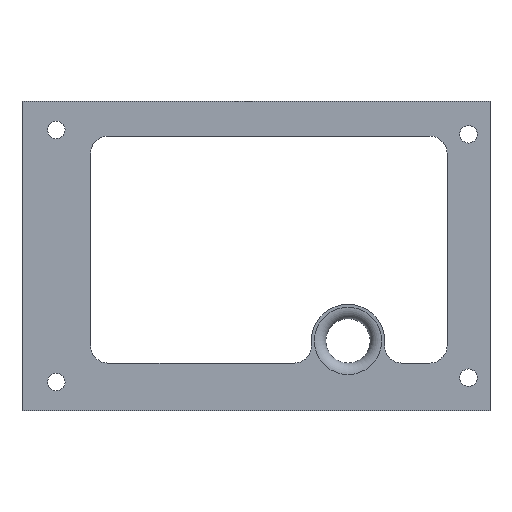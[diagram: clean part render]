
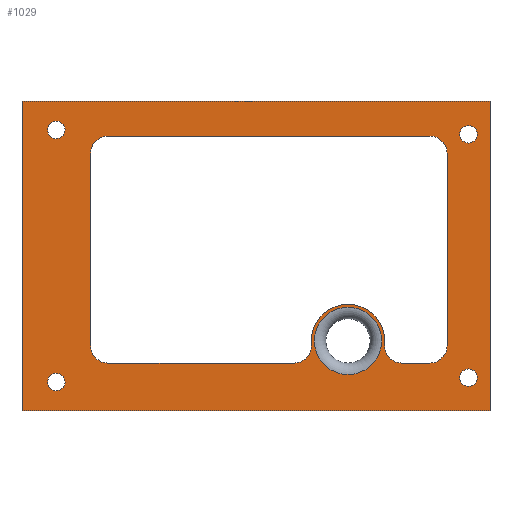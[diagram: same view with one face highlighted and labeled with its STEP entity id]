
A CAD part, top view. The second image highlights one B-rep face of the part: STEP entity #1029.
In plain terms, the highlighted planar face has unit normal (0, 0, 1).
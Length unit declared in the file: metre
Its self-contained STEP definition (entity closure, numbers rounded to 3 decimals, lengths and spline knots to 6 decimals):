
#36=CIRCLE('',#1102,0.00305);
#38=CIRCLE('',#1105,0.00305);
#40=CIRCLE('',#1108,0.00305);
#43=CIRCLE('',#1115,0.00305);
#44=CIRCLE('',#1117,0.01175);
#45=CIRCLE('',#1118,0.0125);
#46=CIRCLE('',#1119,0.0125);
#47=CIRCLE('',#1120,0.006);
#48=CIRCLE('',#1121,0.006);
#49=CIRCLE('',#1122,0.006);
#50=CIRCLE('',#1123,0.006);
#51=CIRCLE('',#1124,0.006);
#52=CIRCLE('',#1125,0.006);
#156=ORIENTED_EDGE('',*,*,#425,.T.);
#157=ORIENTED_EDGE('',*,*,#406,.F.);
#158=ORIENTED_EDGE('',*,*,#409,.T.);
#159=ORIENTED_EDGE('',*,*,#411,.T.);
#160=ORIENTED_EDGE('',*,*,#421,.T.);
#161=ORIENTED_EDGE('',*,*,#394,.T.);
#162=ORIENTED_EDGE('',*,*,#426,.T.);
#163=ORIENTED_EDGE('',*,*,#396,.T.);
#164=ORIENTED_EDGE('',*,*,#427,.T.);
#165=ORIENTED_EDGE('',*,*,#399,.T.);
#166=ORIENTED_EDGE('',*,*,#428,.T.);
#167=ORIENTED_EDGE('',*,*,#402,.T.);
#168=ORIENTED_EDGE('',*,*,#429,.T.);
#169=ORIENTED_EDGE('',*,*,#419,.T.);
#170=ORIENTED_EDGE('',*,*,#430,.T.);
#171=ORIENTED_EDGE('',*,*,#385,.T.);
#172=ORIENTED_EDGE('',*,*,#431,.T.);
#173=ORIENTED_EDGE('',*,*,#387,.T.);
#174=ORIENTED_EDGE('',*,*,#432,.T.);
#175=ORIENTED_EDGE('',*,*,#391,.T.);
#176=ORIENTED_EDGE('',*,*,#433,.T.);
#177=ORIENTED_EDGE('',*,*,#417,.F.);
#178=ORIENTED_EDGE('',*,*,#415,.F.);
#179=ORIENTED_EDGE('',*,*,#413,.F.);
#180=ORIENTED_EDGE('',*,*,#424,.F.);
#385=EDGE_CURVE('',#528,#527,#618,.T.);
#387=EDGE_CURVE('',#529,#530,#620,.T.);
#391=EDGE_CURVE('',#532,#531,#624,.T.);
#394=EDGE_CURVE('',#534,#533,#627,.T.);
#396=EDGE_CURVE('',#535,#536,#629,.T.);
#399=EDGE_CURVE('',#537,#538,#632,.T.);
#402=EDGE_CURVE('',#539,#540,#635,.T.);
#406=EDGE_CURVE('',#541,#542,#639,.T.);
#409=EDGE_CURVE('',#541,#543,#642,.T.);
#411=EDGE_CURVE('',#543,#544,#644,.T.);
#413=EDGE_CURVE('',#546,#546,#36,.T.);
#415=EDGE_CURVE('',#548,#548,#38,.T.);
#417=EDGE_CURVE('',#550,#550,#40,.T.);
#419=EDGE_CURVE('',#552,#551,#646,.T.);
#421=EDGE_CURVE('',#544,#542,#648,.T.);
#424=EDGE_CURVE('',#555,#555,#43,.T.);
#425=EDGE_CURVE('',#556,#556,#44,.F.);
#426=EDGE_CURVE('',#533,#535,#45,.T.);
#427=EDGE_CURVE('',#536,#537,#46,.T.);
#428=EDGE_CURVE('',#538,#539,#47,.F.);
#429=EDGE_CURVE('',#540,#552,#48,.F.);
#430=EDGE_CURVE('',#551,#528,#49,.F.);
#431=EDGE_CURVE('',#527,#529,#50,.F.);
#432=EDGE_CURVE('',#530,#532,#51,.F.);
#433=EDGE_CURVE('',#531,#534,#52,.F.);
#527=VERTEX_POINT('',#1541);
#528=VERTEX_POINT('',#1543);
#529=VERTEX_POINT('',#1547);
#530=VERTEX_POINT('',#1548);
#531=VERTEX_POINT('',#1553);
#532=VERTEX_POINT('',#1555);
#533=VERTEX_POINT('',#1559);
#534=VERTEX_POINT('',#1561);
#535=VERTEX_POINT('',#1565);
#536=VERTEX_POINT('',#1566);
#537=VERTEX_POINT('',#1571);
#538=VERTEX_POINT('',#1572);
#539=VERTEX_POINT('',#1577);
#540=VERTEX_POINT('',#1578);
#541=VERTEX_POINT('',#1583);
#542=VERTEX_POINT('',#1585);
#543=VERTEX_POINT('',#1589);
#544=VERTEX_POINT('',#1593);
#546=VERTEX_POINT('',#1599);
#548=VERTEX_POINT('',#1604);
#550=VERTEX_POINT('',#1609);
#551=VERTEX_POINT('',#1612);
#552=VERTEX_POINT('',#1614);
#555=VERTEX_POINT('',#1625);
#556=VERTEX_POINT('',#1628);
#618=LINE('',#1542,#734);
#620=LINE('',#1546,#736);
#624=LINE('',#1554,#740);
#627=LINE('',#1560,#743);
#629=LINE('',#1564,#745);
#632=LINE('',#1570,#748);
#635=LINE('',#1576,#751);
#639=LINE('',#1584,#755);
#642=LINE('',#1590,#758);
#644=LINE('',#1594,#760);
#646=LINE('',#1613,#762);
#648=LINE('',#1617,#764);
#734=VECTOR('',#1224,1.);
#736=VECTOR('',#1228,1.);
#740=VECTOR('',#1234,1.);
#743=VECTOR('',#1239,1.);
#745=VECTOR('',#1243,1.);
#748=VECTOR('',#1248,1.);
#751=VECTOR('',#1253,1.);
#755=VECTOR('',#1259,1.);
#758=VECTOR('',#1264,1.);
#760=VECTOR('',#1268,1.);
#762=VECTOR('',#1290,1.);
#764=VECTOR('',#1294,1.);
#842=EDGE_LOOP('',(#156));
#843=EDGE_LOOP('',(#157,#158,#159,#160));
#844=EDGE_LOOP('',(#161,#162,#163,#164,#165,#166,#167,#168,#169,#170,#171,
#172,#173,#174,#175,#176));
#845=EDGE_LOOP('',(#177));
#846=EDGE_LOOP('',(#178));
#847=EDGE_LOOP('',(#179));
#848=EDGE_LOOP('',(#180));
#920=FACE_BOUND('',#842,.T.);
#921=FACE_BOUND('',#843,.T.);
#922=FACE_BOUND('',#844,.T.);
#923=FACE_BOUND('',#845,.T.);
#924=FACE_BOUND('',#846,.T.);
#925=FACE_BOUND('',#847,.T.);
#926=FACE_BOUND('',#848,.T.);
#982=PLANE('',#1116);
#1029=ADVANCED_FACE('',(#920,#921,#922,#923,#924,#925,#926),#982,.T.);
#1102=AXIS2_PLACEMENT_3D('',#1598,#1273,#1274);
#1105=AXIS2_PLACEMENT_3D('',#1603,#1279,#1280);
#1108=AXIS2_PLACEMENT_3D('',#1608,#1285,#1286);
#1115=AXIS2_PLACEMENT_3D('',#1624,#1303,#1304);
#1116=AXIS2_PLACEMENT_3D('',#1626,#1305,#1306);
#1117=AXIS2_PLACEMENT_3D('',#1627,#1307,#1308);
#1118=AXIS2_PLACEMENT_3D('',#1629,#1309,#1310);
#1119=AXIS2_PLACEMENT_3D('',#1630,#1311,#1312);
#1120=AXIS2_PLACEMENT_3D('',#1631,#1313,#1314);
#1121=AXIS2_PLACEMENT_3D('',#1632,#1315,#1316);
#1122=AXIS2_PLACEMENT_3D('',#1633,#1317,#1318);
#1123=AXIS2_PLACEMENT_3D('',#1634,#1319,#1320);
#1124=AXIS2_PLACEMENT_3D('',#1635,#1321,#1322);
#1125=AXIS2_PLACEMENT_3D('',#1636,#1323,#1324);
#1224=DIRECTION('',(1.,0.,0.));
#1228=DIRECTION('',(0.,-1.,0.));
#1234=DIRECTION('',(-1.,0.,0.));
#1239=DIRECTION('',(0.,1.,0.));
#1243=DIRECTION('',(-1.,0.,0.));
#1248=DIRECTION('',(0.,-1.,0.));
#1253=DIRECTION('',(-1.,0.,0.));
#1259=DIRECTION('',(1.,0.,0.));
#1264=DIRECTION('',(0.,-1.,0.));
#1268=DIRECTION('',(1.,0.,0.));
#1273=DIRECTION('',(0.,0.,1.));
#1274=DIRECTION('',(1.,0.,0.));
#1279=DIRECTION('',(0.,0.,1.));
#1280=DIRECTION('',(1.,0.,0.));
#1285=DIRECTION('',(0.,0.,1.));
#1286=DIRECTION('',(1.,0.,0.));
#1290=DIRECTION('',(0.,1.,0.));
#1294=DIRECTION('',(0.,1.,0.));
#1303=DIRECTION('',(0.,0.,1.));
#1304=DIRECTION('',(1.,0.,0.));
#1305=DIRECTION('',(0.,0.,1.));
#1306=DIRECTION('',(1.,0.,0.));
#1307=DIRECTION('',(0.,0.,1.));
#1308=DIRECTION('',(1.,0.,0.));
#1309=DIRECTION('',(0.,0.,1.));
#1310=DIRECTION('',(1.,0.,0.));
#1311=DIRECTION('',(0.,0.,1.));
#1312=DIRECTION('',(1.,0.,0.));
#1313=DIRECTION('',(0.,0.,1.));
#1314=DIRECTION('',(1.,0.,0.));
#1315=DIRECTION('',(0.,0.,1.));
#1316=DIRECTION('',(1.,0.,0.));
#1317=DIRECTION('',(0.,0.,1.));
#1318=DIRECTION('',(1.,0.,0.));
#1319=DIRECTION('',(0.,0.,1.));
#1320=DIRECTION('',(1.,0.,0.));
#1321=DIRECTION('',(0.,0.,1.));
#1322=DIRECTION('',(1.,0.,0.));
#1323=DIRECTION('',(0.,0.,1.));
#1324=DIRECTION('',(1.,0.,0.));
#1541=CARTESIAN_POINT('',(0.0585,0.041911,0.01));
#1542=CARTESIAN_POINT('',(0.00225,0.041911,0.01));
#1543=CARTESIAN_POINT('',(-0.054,0.041911,0.01));
#1546=CARTESIAN_POINT('',(0.0645,0.00225,0.01));
#1547=CARTESIAN_POINT('',(0.0645,0.035911,0.01));
#1548=CARTESIAN_POINT('',(0.0645,-0.031412,0.01));
#1553=CARTESIAN_POINT('',(0.048644,-0.037412,0.01));
#1554=CARTESIAN_POINT('',(0.053572,-0.037412,0.01));
#1555=CARTESIAN_POINT('',(0.0585,-0.037412,0.01));
#1559=CARTESIAN_POINT('',(0.042644,-0.029412,0.01));
#1560=CARTESIAN_POINT('',(0.042644,-0.027162,0.01));
#1561=CARTESIAN_POINT('',(0.042644,-0.031412,0.01));
#1564=CARTESIAN_POINT('',(0.029894,-0.016912,0.01));
#1565=CARTESIAN_POINT('',(0.030144,-0.016912,0.01));
#1566=CARTESIAN_POINT('',(0.029644,-0.016912,0.01));
#1570=CARTESIAN_POINT('',(0.017144,-0.027162,0.01));
#1571=CARTESIAN_POINT('',(0.017144,-0.029412,0.01));
#1572=CARTESIAN_POINT('',(0.017144,-0.031412,0.01));
#1576=CARTESIAN_POINT('',(-0.021428,-0.037412,0.01));
#1577=CARTESIAN_POINT('',(0.011144,-0.037412,0.01));
#1578=CARTESIAN_POINT('',(-0.054,-0.037412,0.01));
#1583=CARTESIAN_POINT('',(-0.084,0.054,0.01));
#1584=CARTESIAN_POINT('',(0.00975,0.054,0.01));
#1585=CARTESIAN_POINT('',(0.0795,0.054,0.01));
#1589=CARTESIAN_POINT('',(-0.084,-0.054,0.01));
#1590=CARTESIAN_POINT('',(-0.084,0.,0.01));
#1593=CARTESIAN_POINT('',(0.0795,-0.054,0.01));
#1594=CARTESIAN_POINT('',(-0.00225,-0.054,0.01));
#1598=CARTESIAN_POINT('',(-0.072,0.04405,0.01));
#1599=CARTESIAN_POINT('',(-0.06895,0.04405,0.01));
#1603=CARTESIAN_POINT('',(0.072,-0.0425,0.01));
#1604=CARTESIAN_POINT('',(0.07505,-0.0425,0.01));
#1608=CARTESIAN_POINT('',(0.072,0.0425,0.01));
#1609=CARTESIAN_POINT('',(0.07505,0.0425,0.01));
#1612=CARTESIAN_POINT('',(-0.06,0.035911,0.01));
#1613=CARTESIAN_POINT('',(-0.06,0.00225,0.01));
#1614=CARTESIAN_POINT('',(-0.06,-0.031412,0.01));
#1617=CARTESIAN_POINT('',(0.0795,-0.002225,0.01));
#1624=CARTESIAN_POINT('',(-0.072,-0.04405,0.01));
#1625=CARTESIAN_POINT('',(-0.06895,-0.04405,0.01));
#1626=CARTESIAN_POINT('',(-0.066956,0.,0.01));
#1627=CARTESIAN_POINT('',(0.029894,-0.029662,0.01));
#1628=CARTESIAN_POINT('',(0.041644,-0.029662,0.01));
#1629=CARTESIAN_POINT('',(0.030144,-0.029412,0.01));
#1630=CARTESIAN_POINT('',(0.029644,-0.029412,0.01));
#1631=CARTESIAN_POINT('',(0.011144,-0.031412,0.01));
#1632=CARTESIAN_POINT('',(-0.054,-0.031412,0.01));
#1633=CARTESIAN_POINT('',(-0.054,0.035911,0.01));
#1634=CARTESIAN_POINT('',(0.0585,0.035911,0.01));
#1635=CARTESIAN_POINT('',(0.0585,-0.031412,0.01));
#1636=CARTESIAN_POINT('',(0.048644,-0.031412,0.01));
